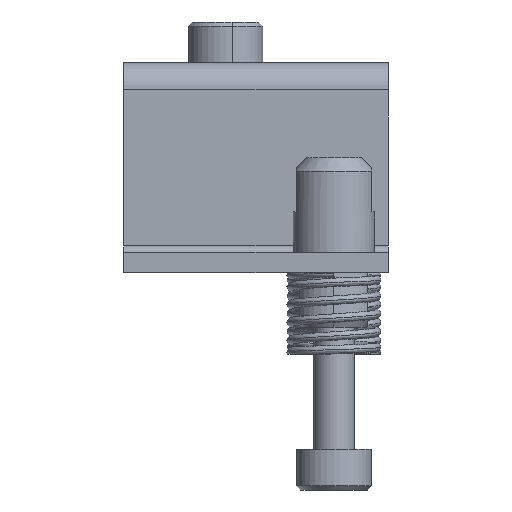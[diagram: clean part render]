
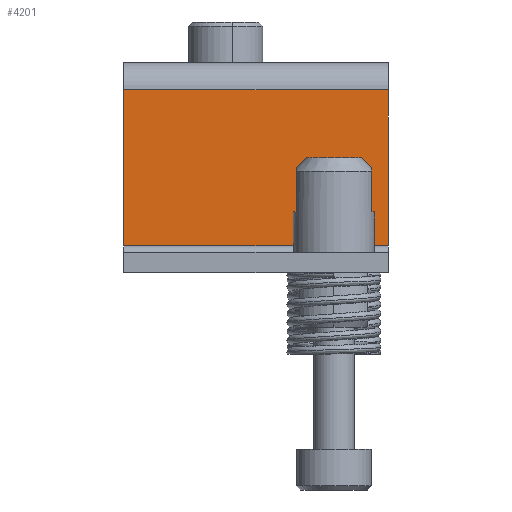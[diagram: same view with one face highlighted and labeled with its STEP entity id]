
A CAD part, left-side view. The second image highlights one B-rep face of the part: STEP entity #4201.
In plain terms, the highlighted planar face has unit normal (-1, 0, 0).
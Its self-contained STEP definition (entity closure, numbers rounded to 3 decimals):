
#484 = EDGE_CURVE ( 'NONE', #7964, #8210, #2197, .T. ) ;
#618 = VECTOR ( 'NONE', #7105, 1000. ) ;
#925 = LINE ( 'NONE', #7242, #3871 ) ;
#1363 = DIRECTION ( 'NONE',  ( 0., 1., 0. ) ) ;
#1530 = CARTESIAN_POINT ( 'NONE',  ( -24.5, 9.75, -14. ) ) ;
#2197 = LINE ( 'NONE', #5153, #2507 ) ;
#2237 = ORIENTED_EDGE ( 'NONE', *, *, #7983, .F. ) ;
#2507 = VECTOR ( 'NONE', #5869, 1000. ) ;
#3040 = VECTOR ( 'NONE', #1363, 1000. ) ;
#3077 = AXIS2_PLACEMENT_3D ( 'NONE', #6258, #6294, #9135 ) ;
#3482 = ORIENTED_EDGE ( 'NONE', *, *, #484, .T. ) ;
#3871 = VECTOR ( 'NONE', #5822, 1000. ) ;
#4201 = ADVANCED_FACE ( 'NONE', ( #6813 ), #6953, .F. ) ;
#4313 = CARTESIAN_POINT ( 'NONE',  ( -24.5, 9.75, -13.5 ) ) ;
#4446 = CARTESIAN_POINT ( 'NONE',  ( -24.5, 9.75, -2. ) ) ;
#4662 = CARTESIAN_POINT ( 'NONE',  ( -24.5, -9.75, -13.5 ) ) ;
#4713 = LINE ( 'NONE', #4662, #3040 ) ;
#4730 = EDGE_CURVE ( 'NONE', #7964, #8675, #4713, .T. ) ;
#5153 = CARTESIAN_POINT ( 'NONE',  ( -24.5, -9.75, -1.5 ) ) ;
#5526 = EDGE_LOOP ( 'NONE', ( #6352, #3482, #2237, #8181 ) ) ;
#5789 = LINE ( 'NONE', #1530, #618 ) ;
#5822 = DIRECTION ( 'NONE',  ( 0., -1., 0. ) ) ;
#5869 = DIRECTION ( 'NONE',  ( 0., 0., 1. ) ) ;
#5883 = CARTESIAN_POINT ( 'NONE',  ( -24.5, -9.75, -2. ) ) ;
#6258 = CARTESIAN_POINT ( 'NONE',  ( -24.5, 0., 0. ) ) ;
#6294 = DIRECTION ( 'NONE',  ( 1., 0., 0. ) ) ;
#6352 = ORIENTED_EDGE ( 'NONE', *, *, #4730, .F. ) ;
#6370 = CARTESIAN_POINT ( 'NONE',  ( -24.5, -9.75, -13.5 ) ) ;
#6681 = VERTEX_POINT ( 'NONE', #4446 ) ;
#6813 = FACE_OUTER_BOUND ( 'NONE', #5526, .T. ) ;
#6953 = PLANE ( 'NONE',  #3077 ) ;
#7105 = DIRECTION ( 'NONE',  ( 0., 0., -1. ) ) ;
#7242 = CARTESIAN_POINT ( 'NONE',  ( -24.5, 0., -2. ) ) ;
#7427 = EDGE_CURVE ( 'NONE', #6681, #8675, #5789, .T. ) ;
#7964 = VERTEX_POINT ( 'NONE', #6370 ) ;
#7983 = EDGE_CURVE ( 'NONE', #6681, #8210, #925, .T. ) ;
#8181 = ORIENTED_EDGE ( 'NONE', *, *, #7427, .T. ) ;
#8210 = VERTEX_POINT ( 'NONE', #5883 ) ;
#8675 = VERTEX_POINT ( 'NONE', #4313 ) ;
#9135 = DIRECTION ( 'NONE',  ( 0., 0., -1. ) ) ;
